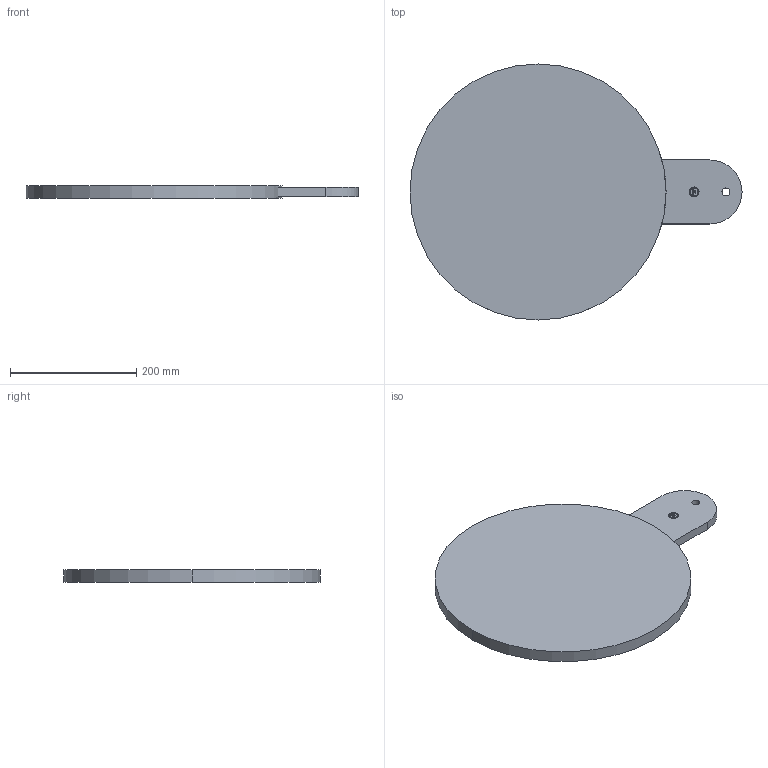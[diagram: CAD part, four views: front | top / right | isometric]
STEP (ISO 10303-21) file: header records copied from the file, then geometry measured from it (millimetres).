
FILE_DESCRIPTION(('CATIA V5 STEP Exchange'),'2;1');
FILE_NAME('12-150-PADDLE-BLANK-B16.48-TYPE-1.stp','2015-02-10T04:54:48+00:00',('none'),('none'),'CATIA Version 5 Release 20 SP 7 (IN-10)','CATIA V5 STEP AP214','none');
FILE_SCHEMA(('AUTOMOTIVE_DESIGN { 1 0 10303 214 1 1 1 1 }'));
Length unit declared in the file: inch
Products named in the file (1): 12-150-PADDLE-BLANK-B16.48-TYPE-1
Bounding box: 526.95 x 406.4 x 19.05 mm (x, y, z)
Volume: 2631535.1 mm3; surface area: 309853.6 mm2
Topology: 1 solids, 1 shells, 396 faces, 1131 edges, 754 vertices
Faces by surface type: plane 371, cylinder 25
Entity records: 15116 total; most frequent: ORIENTED_EDGE 2262, CARTESIAN_POINT 2246, DIRECTION 1851, EDGE_CURVE 1131, VECTOR 1077, LINE 1077, VERTEX_POINT 754, AXIS2_PLACEMENT_3D 415
